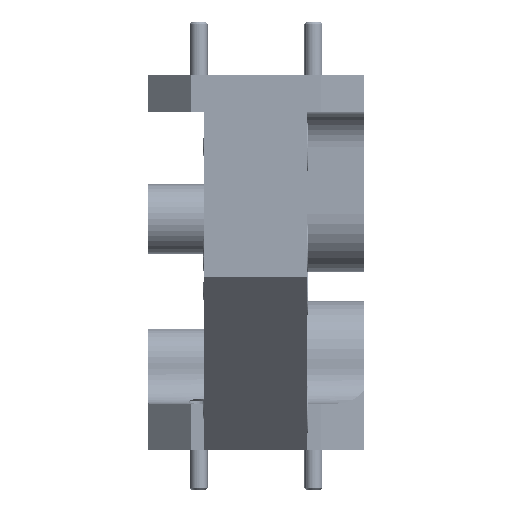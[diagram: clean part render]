
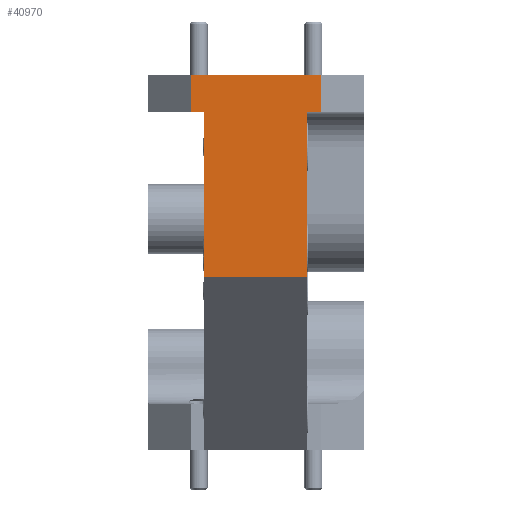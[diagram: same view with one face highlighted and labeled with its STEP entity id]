
A CAD part, left-side view. The second image highlights one B-rep face of the part: STEP entity #40970.
In plain terms, the highlighted planar face has unit normal (-1, 0, 0).
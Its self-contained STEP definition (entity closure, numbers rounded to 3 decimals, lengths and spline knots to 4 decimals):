
#3299 = ORIENTED_EDGE ( 'NONE', *, *, #58251, .F. ) ;
#10191 = VERTEX_POINT ( 'NONE', #54716 ) ;
#11986 = DIRECTION ( 'NONE',  ( 0., 0., 1. ) ) ;
#17962 = LINE ( 'NONE', #71064, #59819 ) ;
#18517 = EDGE_LOOP ( 'NONE', ( #3299, #20863, #35499, #22111, #65331, #39940, #78497, #53293 ) ) ;
#18568 = VECTOR ( 'NONE', #48975, 39.3701 ) ;
#19112 = CARTESIAN_POINT ( 'NONE',  ( -2.15, -0.207, -0.35 ) ) ;
#19754 = EDGE_CURVE ( 'NONE', #37833, #27535, #76440, .T. ) ;
#20863 = ORIENTED_EDGE ( 'NONE', *, *, #79378, .T. ) ;
#21422 = CARTESIAN_POINT ( 'NONE',  ( -2.15, 0.15, 0.22 ) ) ;
#21630 = VECTOR ( 'NONE', #44653, 39.3701 ) ;
#22111 = ORIENTED_EDGE ( 'NONE', *, *, #69696, .T. ) ;
#24447 = LINE ( 'NONE', #19112, #18568 ) ;
#27535 = VERTEX_POINT ( 'NONE', #95804 ) ;
#27971 = DIRECTION ( 'NONE',  ( 0., 0., -1. ) ) ;
#32829 = DIRECTION ( 'NONE',  ( 0., 1., 0. ) ) ;
#33782 = DIRECTION ( 'NONE',  ( 0., 0., -1. ) ) ;
#34183 = VECTOR ( 'NONE', #27971, 39.3701 ) ;
#35499 = ORIENTED_EDGE ( 'NONE', *, *, #19754, .T. ) ;
#35904 = LINE ( 'NONE', #66252, #61375 ) ;
#37322 = CARTESIAN_POINT ( 'NONE',  ( -2.15, 4.6465, 0.22 ) ) ;
#37833 = VERTEX_POINT ( 'NONE', #94031 ) ;
#38293 = DIRECTION ( 'NONE',  ( 0., -1., 0. ) ) ;
#38619 = LINE ( 'NONE', #37322, #83846 ) ;
#39940 = ORIENTED_EDGE ( 'NONE', *, *, #55951, .F. ) ;
#40970 = ADVANCED_FACE ( 'NONE', ( #51671 ), #85395, .F. ) ;
#43707 = LINE ( 'NONE', #89425, #21630 ) ;
#44070 = CARTESIAN_POINT ( 'NONE',  ( -2.15, -0.207, -0.35 ) ) ;
#44653 = DIRECTION ( 'NONE',  ( 0., 1., 0. ) ) ;
#45493 = LINE ( 'NONE', #69787, #91957 ) ;
#48975 = DIRECTION ( 'NONE',  ( 0., 1., 0. ) ) ;
#51019 = CARTESIAN_POINT ( 'NONE',  ( -2.15, 0.1945, 0.35 ) ) ;
#51671 = FACE_OUTER_BOUND ( 'NONE', #18517, .T. ) ;
#52086 = VECTOR ( 'NONE', #32829, 39.3701 ) ;
#53293 = ORIENTED_EDGE ( 'NONE', *, *, #88940, .F. ) ;
#54716 = CARTESIAN_POINT ( 'NONE',  ( -2.15, 0.1945, 0.22 ) ) ;
#55951 = EDGE_CURVE ( 'NONE', #56485, #95890, #35904, .T. ) ;
#56191 = VERTEX_POINT ( 'NONE', #76235 ) ;
#56485 = VERTEX_POINT ( 'NONE', #94069 ) ;
#56523 = CARTESIAN_POINT ( 'NONE',  ( -2.15, -0.207, 0.35 ) ) ;
#58251 = EDGE_CURVE ( 'NONE', #83294, #56191, #43707, .T. ) ;
#59819 = VECTOR ( 'NONE', #78504, 39.3701 ) ;
#61375 = VECTOR ( 'NONE', #65295, 39.3701 ) ;
#64357 = CARTESIAN_POINT ( 'NONE',  ( -2.15, -0.2555, 0.22 ) ) ;
#65295 = DIRECTION ( 'NONE',  ( 0., 0., 1. ) ) ;
#65331 = ORIENTED_EDGE ( 'NONE', *, *, #82372, .T. ) ;
#66252 = CARTESIAN_POINT ( 'NONE',  ( -2.15, 0.15, 0.35 ) ) ;
#69696 = EDGE_CURVE ( 'NONE', #27535, #10191, #93366, .T. ) ;
#69787 = CARTESIAN_POINT ( 'NONE',  ( -2.15, -0.207, 0.35 ) ) ;
#71064 = CARTESIAN_POINT ( 'NONE',  ( -2.15, -0.2555, 0.35 ) ) ;
#75116 = EDGE_CURVE ( 'NONE', #87447, #56485, #24447, .T. ) ;
#76235 = CARTESIAN_POINT ( 'NONE',  ( -2.15, -0.207, 0.22 ) ) ;
#76440 = LINE ( 'NONE', #78537, #52086 ) ;
#78497 = ORIENTED_EDGE ( 'NONE', *, *, #75116, .F. ) ;
#78504 = DIRECTION ( 'NONE',  ( 0., 0., 1. ) ) ;
#78537 = CARTESIAN_POINT ( 'NONE',  ( -2.15, -0.207, 0.35 ) ) ;
#79378 = EDGE_CURVE ( 'NONE', #83294, #37833, #17962, .T. ) ;
#79911 = AXIS2_PLACEMENT_3D ( 'NONE', #56523, #84749, #11986 ) ;
#82372 = EDGE_CURVE ( 'NONE', #10191, #95890, #38619, .T. ) ;
#83294 = VERTEX_POINT ( 'NONE', #64357 ) ;
#83846 = VECTOR ( 'NONE', #38293, 39.3701 ) ;
#84749 = DIRECTION ( 'NONE',  ( 1., 0., 0. ) ) ;
#85395 = PLANE ( 'NONE',  #79911 ) ;
#87447 = VERTEX_POINT ( 'NONE', #44070 ) ;
#88940 = EDGE_CURVE ( 'NONE', #56191, #87447, #45493, .T. ) ;
#89425 = CARTESIAN_POINT ( 'NONE',  ( -2.15, -4.7075, 0.22 ) ) ;
#91957 = VECTOR ( 'NONE', #33782, 39.3701 ) ;
#93366 = LINE ( 'NONE', #51019, #34183 ) ;
#94031 = CARTESIAN_POINT ( 'NONE',  ( -2.15, -0.2555, 0.35 ) ) ;
#94069 = CARTESIAN_POINT ( 'NONE',  ( -2.15, 0.15, -0.35 ) ) ;
#95804 = CARTESIAN_POINT ( 'NONE',  ( -2.15, 0.1945, 0.35 ) ) ;
#95890 = VERTEX_POINT ( 'NONE', #21422 ) ;
